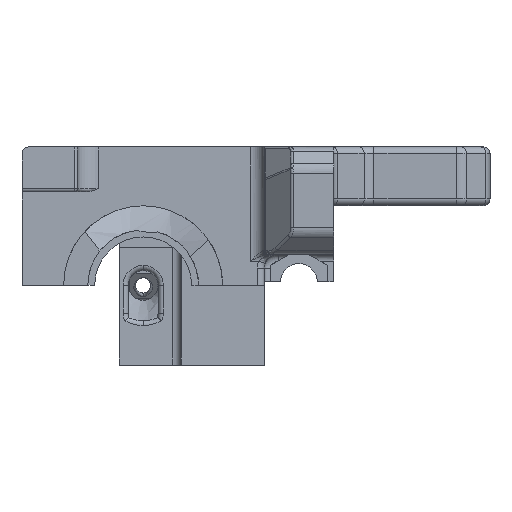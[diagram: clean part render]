
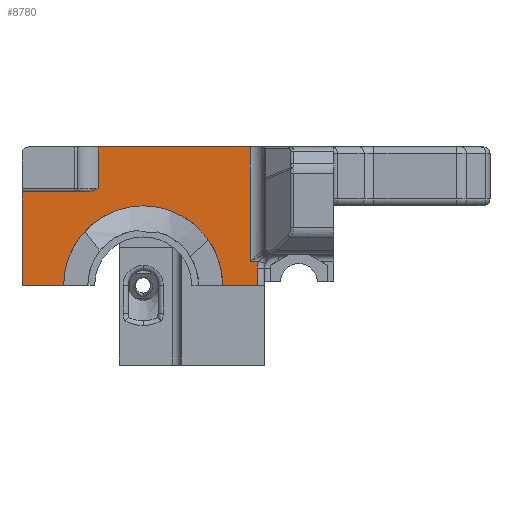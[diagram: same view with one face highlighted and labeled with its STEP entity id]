
A CAD part, front view. The second image highlights one B-rep face of the part: STEP entity #8780.
In plain terms, the highlighted face is planar.
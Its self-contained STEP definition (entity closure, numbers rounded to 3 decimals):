
#86 = CIRCLE ( 'NONE', #10166, 11.5 ) ;
#268 = VERTEX_POINT ( 'NONE', #510 ) ;
#322 = ORIENTED_EDGE ( 'NONE', *, *, #6634, .F. ) ;
#375 = VERTEX_POINT ( 'NONE', #2169 ) ;
#426 = ORIENTED_EDGE ( 'NONE', *, *, #11411, .F. ) ;
#510 = CARTESIAN_POINT ( 'NONE',  ( -29., 0., 60.5 ) ) ;
#674 = DIRECTION ( 'NONE',  ( 0., 1., 0. ) ) ;
#898 = CARTESIAN_POINT ( 'NONE',  ( 0., 0., 60.5 ) ) ;
#1089 = DIRECTION ( 'NONE',  ( 1., 0., 0. ) ) ;
#1106 = CARTESIAN_POINT ( 'NONE',  ( -24.551, 0., 74.262 ) ) ;
#1229 = VECTOR ( 'NONE', #8292, 1000. ) ;
#1525 = DIRECTION ( 'NONE',  ( 0., 1., 0. ) ) ;
#1775 = DIRECTION ( 'NONE',  ( 1., 0., 0. ) ) ;
#1881 = CARTESIAN_POINT ( 'NONE',  ( -2., 0., 72. ) ) ;
#1982 = PLANE ( 'NONE',  #16369 ) ;
#2028 = CARTESIAN_POINT ( 'NONE',  ( -17.5, 0., 60.5 ) ) ;
#2029 = VECTOR ( 'NONE', #6783, 1000. ) ;
#2169 = CARTESIAN_POINT ( 'NONE',  ( -35., 0., 60.5 ) ) ;
#2204 = ORIENTED_EDGE ( 'NONE', *, *, #8566, .F. ) ;
#2348 = CARTESIAN_POINT ( 'NONE',  ( -0.828, 0., 64. ) ) ;
#2602 = CARTESIAN_POINT ( 'NONE',  ( -35., 0., 72. ) ) ;
#2616 = EDGE_CURVE ( 'NONE', #6314, #16386, #11174, .T. ) ;
#3023 = CARTESIAN_POINT ( 'NONE',  ( -6., 0., 60.5 ) ) ;
#3031 = DIRECTION ( 'NONE',  ( 0., 0., -1. ) ) ;
#3122 = EDGE_CURVE ( 'NONE', #268, #6407, #5632, .T. ) ;
#3366 = CARTESIAN_POINT ( 'NONE',  ( -35., 0., 74. ) ) ;
#3723 = VECTOR ( 'NONE', #1775, 1000. ) ;
#4088 = VECTOR ( 'NONE', #12511, 1000. ) ;
#4243 = CARTESIAN_POINT ( 'NONE',  ( -23.97, 0., 72. ) ) ;
#4512 = ORIENTED_EDGE ( 'NONE', *, *, #16137, .F. ) ;
#4875 = VECTOR ( 'NONE', #11260, 1000. ) ;
#5227 = VERTEX_POINT ( 'NONE', #12064 ) ;
#5243 = DIRECTION ( 'NONE',  ( 0., 0., 1. ) ) ;
#5347 = ORIENTED_EDGE ( 'NONE', *, *, #14746, .F. ) ;
#5373 = DIRECTION ( 'NONE',  ( 0., 0., 1. ) ) ;
#5565 = CARTESIAN_POINT ( 'NONE',  ( -25.153, 0., 74.079 ) ) ;
#5632 = CIRCLE ( 'NONE', #7883, 11.5 ) ;
#5652 = CARTESIAN_POINT ( 'NONE',  ( -25.459, 0., 74.019 ) ) ;
#5685 = B_SPLINE_CURVE_WITH_KNOTS ( 'NONE', 3,
 ( #11896, #15926, #1106, #6460, #5565, #5652, #16446, #6807 ),
 .UNSPECIFIED., .F., .F.,
 ( 4, 2, 2, 4 ),
 ( 0., 0.001, 0.001, 0.002 ),
 .UNSPECIFIED. ) ;
#6164 = EDGE_CURVE ( 'NONE', #13915, #6515, #5685, .T. ) ;
#6207 = VERTEX_POINT ( 'NONE', #8294 ) ;
#6314 = VERTEX_POINT ( 'NONE', #9436 ) ;
#6407 = VERTEX_POINT ( 'NONE', #13983 ) ;
#6460 = CARTESIAN_POINT ( 'NONE',  ( -25.001, 0., 74.12 ) ) ;
#6515 = VERTEX_POINT ( 'NONE', #15901 ) ;
#6598 = EDGE_CURVE ( 'NONE', #6407, #16352, #86, .T. ) ;
#6634 = EDGE_CURVE ( 'NONE', #16386, #8454, #8271, .T. ) ;
#6783 = DIRECTION ( 'NONE',  ( 1., 0., 0. ) ) ;
#6807 = CARTESIAN_POINT ( 'NONE',  ( -25.773, 0., 74. ) ) ;
#7394 = DIRECTION ( 'NONE',  ( 0., 1., 0. ) ) ;
#7402 = EDGE_LOOP ( 'NONE', ( #426, #14035, #14736, #5347, #4512, #8342, #8016, #7751, #9744, #16714, #2204, #322, #14683 ) ) ;
#7751 = ORIENTED_EDGE ( 'NONE', *, *, #6598, .T. ) ;
#7761 = LINE ( 'NONE', #13097, #15818 ) ;
#7879 = VERTEX_POINT ( 'NONE', #3366 ) ;
#7883 = AXIS2_PLACEMENT_3D ( 'NONE', #2028, #7394, #14225 ) ;
#8016 = ORIENTED_EDGE ( 'NONE', *, *, #3122, .T. ) ;
#8271 = LINE ( 'NONE', #12219, #2029 ) ;
#8292 = DIRECTION ( 'NONE',  ( 0., 0., -1. ) ) ;
#8294 = CARTESIAN_POINT ( 'NONE',  ( -1., 0., 63. ) ) ;
#8342 = ORIENTED_EDGE ( 'NONE', *, *, #9276, .T. ) ;
#8454 = VERTEX_POINT ( 'NONE', #2348 ) ;
#8527 = CARTESIAN_POINT ( 'NONE',  ( -35., 0., 74. ) ) ;
#8566 = EDGE_CURVE ( 'NONE', #8454, #6207, #10612, .T. ) ;
#8639 = VECTOR ( 'NONE', #5243, 1000. ) ;
#8686 = CARTESIAN_POINT ( 'NONE',  ( -1., 0., 60.5 ) ) ;
#8780 = ADVANCED_FACE ( 'NONE', ( #14007 ), #1982, .F. ) ;
#8878 = EDGE_CURVE ( 'NONE', #6207, #17287, #11805, .T. ) ;
#9174 = CARTESIAN_POINT ( 'NONE',  ( -1., 0., 72. ) ) ;
#9276 = EDGE_CURVE ( 'NONE', #375, #268, #7761, .T. ) ;
#9436 = CARTESIAN_POINT ( 'NONE',  ( -2., 0., 80.5 ) ) ;
#9453 = DIRECTION ( 'NONE',  ( 0., -1., 0. ) ) ;
#9627 = CARTESIAN_POINT ( 'NONE',  ( 2., 0., 63. ) ) ;
#9744 = ORIENTED_EDGE ( 'NONE', *, *, #12984, .T. ) ;
#10053 = DIRECTION ( 'NONE',  ( 1., 0., 0. ) ) ;
#10166 = AXIS2_PLACEMENT_3D ( 'NONE', #15014, #1525, #5373 ) ;
#10169 = VECTOR ( 'NONE', #15194, 1000. ) ;
#10612 = CIRCLE ( 'NONE', #11728, 3. ) ;
#10904 = LINE ( 'NONE', #4243, #1229 ) ;
#11174 = LINE ( 'NONE', #1881, #4875 ) ;
#11260 = DIRECTION ( 'NONE',  ( 0., 0., -1. ) ) ;
#11269 = CARTESIAN_POINT ( 'NONE',  ( -2., 0., 64. ) ) ;
#11411 = EDGE_CURVE ( 'NONE', #5227, #6314, #12682, .T. ) ;
#11546 = CARTESIAN_POINT ( 'NONE',  ( 0., 0., 72. ) ) ;
#11728 = AXIS2_PLACEMENT_3D ( 'NONE', #9627, #9453, #3031 ) ;
#11805 = LINE ( 'NONE', #9174, #16081 ) ;
#11896 = CARTESIAN_POINT ( 'NONE',  ( -23.97, 0., 74.5 ) ) ;
#12064 = CARTESIAN_POINT ( 'NONE',  ( -23.97, 0., 80.5 ) ) ;
#12219 = CARTESIAN_POINT ( 'NONE',  ( 0., 0., 64. ) ) ;
#12220 = LINE ( 'NONE', #8527, #3723 ) ;
#12511 = DIRECTION ( 'NONE',  ( 1., 0., 0. ) ) ;
#12682 = LINE ( 'NONE', #15134, #4088 ) ;
#12911 = LINE ( 'NONE', #898, #10169 ) ;
#12950 = DIRECTION ( 'NONE',  ( 0., 0., -1. ) ) ;
#12984 = EDGE_CURVE ( 'NONE', #16352, #17287, #12911, .T. ) ;
#13076 = CARTESIAN_POINT ( 'NONE',  ( -23.97, 0., 74.5 ) ) ;
#13097 = CARTESIAN_POINT ( 'NONE',  ( 0., 0., 60.5 ) ) ;
#13457 = EDGE_CURVE ( 'NONE', #5227, #13915, #10904, .T. ) ;
#13915 = VERTEX_POINT ( 'NONE', #13076 ) ;
#13983 = CARTESIAN_POINT ( 'NONE',  ( -17.5, 0., 72. ) ) ;
#14007 = FACE_OUTER_BOUND ( 'NONE', #7402, .T. ) ;
#14035 = ORIENTED_EDGE ( 'NONE', *, *, #13457, .T. ) ;
#14225 = DIRECTION ( 'NONE',  ( 0., 0., 1. ) ) ;
#14683 = ORIENTED_EDGE ( 'NONE', *, *, #2616, .F. ) ;
#14736 = ORIENTED_EDGE ( 'NONE', *, *, #6164, .T. ) ;
#14746 = EDGE_CURVE ( 'NONE', #7879, #6515, #12220, .T. ) ;
#15014 = CARTESIAN_POINT ( 'NONE',  ( -17.5, 0., 60.5 ) ) ;
#15134 = CARTESIAN_POINT ( 'NONE',  ( 0., 0., 80.5 ) ) ;
#15194 = DIRECTION ( 'NONE',  ( 1., 0., 0. ) ) ;
#15818 = VECTOR ( 'NONE', #1089, 1000. ) ;
#15901 = CARTESIAN_POINT ( 'NONE',  ( -25.773, 0., 74. ) ) ;
#15926 = CARTESIAN_POINT ( 'NONE',  ( -24.261, 0., 74.381 ) ) ;
#16081 = VECTOR ( 'NONE', #12950, 1000. ) ;
#16137 = EDGE_CURVE ( 'NONE', #375, #7879, #17089, .T. ) ;
#16352 = VERTEX_POINT ( 'NONE', #3023 ) ;
#16369 = AXIS2_PLACEMENT_3D ( 'NONE', #11546, #674, #10053 ) ;
#16386 = VERTEX_POINT ( 'NONE', #11269 ) ;
#16446 = CARTESIAN_POINT ( 'NONE',  ( -25.614, 0., 74. ) ) ;
#16714 = ORIENTED_EDGE ( 'NONE', *, *, #8878, .F. ) ;
#17089 = LINE ( 'NONE', #2602, #8639 ) ;
#17287 = VERTEX_POINT ( 'NONE', #8686 ) ;
